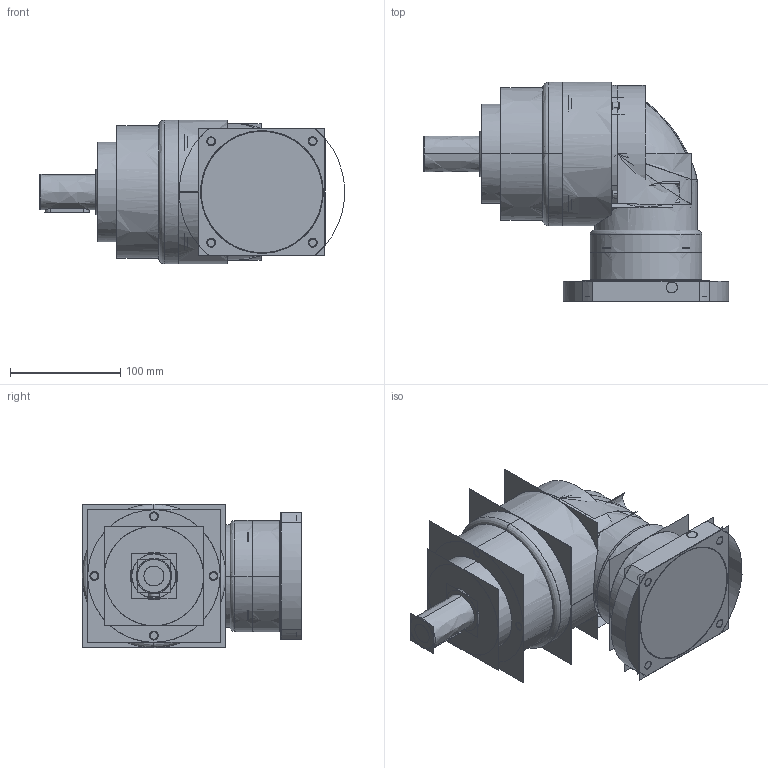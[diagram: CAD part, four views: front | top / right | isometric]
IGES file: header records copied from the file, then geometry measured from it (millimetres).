
Start section:  PTC IGES file: aer1201-p0403401001.igs
Global section: file name: aer1201-p0403401001.igs; native system: Pro/ENGINEER by Parametric Technology Corporation; preprocessor: 2006170; author: d00080; organization: Unknown; date: 20080905.132335; units: millimetre
Bounding box: 276.28 x 199.04 x 130 mm (x, y, z)
Surface area: 704286.9 mm2 (no closed solid volume)
Topology: 0 solids, 0 shells, 1058 faces, 6752 edges, 6680 vertices
Faces by surface type: bspline 1058
